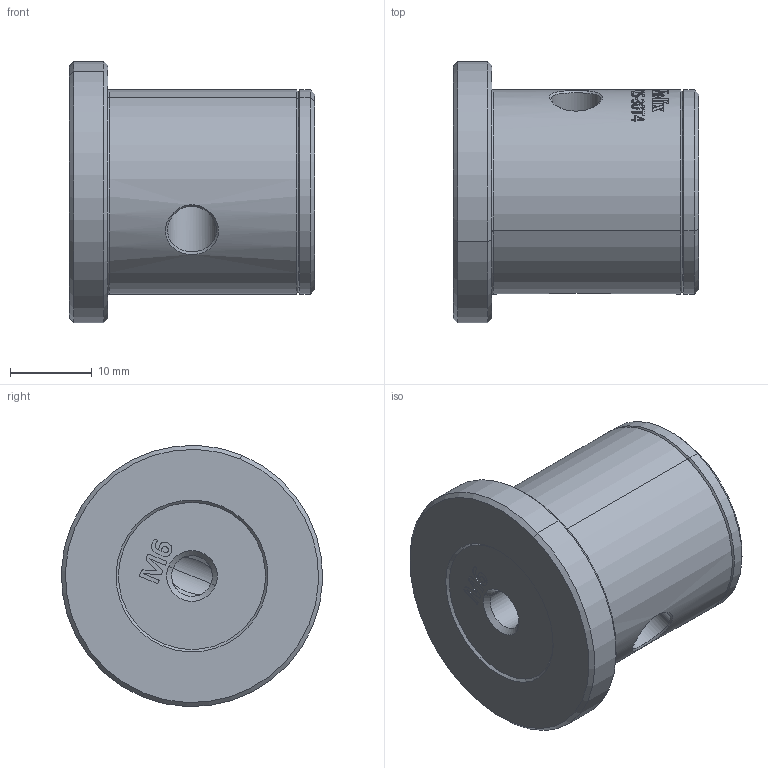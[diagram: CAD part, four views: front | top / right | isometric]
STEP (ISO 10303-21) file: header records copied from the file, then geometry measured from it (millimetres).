
FILE_DESCRIPTION (( 'STEP AP203' ), '1' );
FILE_NAME ('SRA25-30T4.STEP', '2025-07-18T03:21:06', ( '' ), ( '' ), 'SwSTEP 2.0', 'SolidWorks 2020', '' );
FILE_SCHEMA (( 'CONFIG_CONTROL_DESIGN' ));
Length unit declared in the file: millimetre
Products named in the file (1): SRA25-30T4
Bounding box: 30 x 31.97 x 31.97 mm (x, y, z)
Volume: 14996.9 mm3; surface area: 4701.8 mm2
Topology: 1 solids, 1 shells, 473 faces, 1283 edges, 841 vertices
Faces by surface type: bspline 297, plane 104, cylinder 40, cone 30, torus 2
Entity records: 28777 total; most frequent: CARTESIAN_POINT 19342, ORIENTED_EDGE 2554, EDGE_CURVE 1277, B_SPLINE_CURVE_WITH_KNOTS 891, DIRECTION 872, VERTEX_POINT 841, EDGE_LOOP 512, FACE_OUTER_BOUND 473
